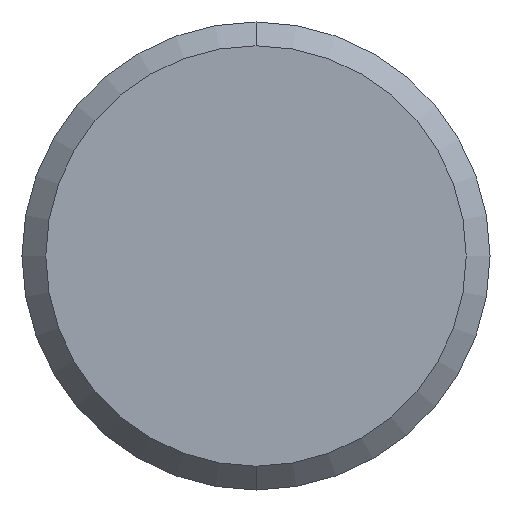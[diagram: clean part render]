
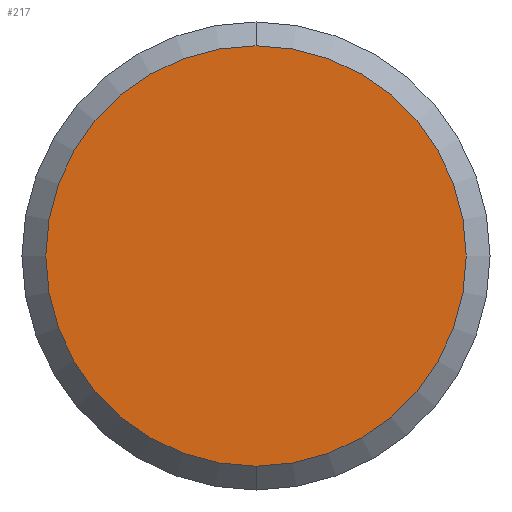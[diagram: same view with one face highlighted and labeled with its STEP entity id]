
A CAD part, front view. The second image highlights one B-rep face of the part: STEP entity #217.
In plain terms, the highlighted planar face has unit normal (0, -1, 0).
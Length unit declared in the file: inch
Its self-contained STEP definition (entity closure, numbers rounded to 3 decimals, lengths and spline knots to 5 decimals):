
#10 = CARTESIAN_POINT ( 'NONE',  ( 0., 0., 0. ) ) ;
#11 = DIRECTION ( 'NONE',  ( 0., 0., 1. ) ) ;
#16 = DIRECTION ( 'NONE',  ( 0., -1., 0. ) ) ;
#18 = FACE_OUTER_BOUND ( 'NONE', #73, .T. ) ;
#47 = CARTESIAN_POINT ( 'NONE',  ( 0., 0., -0.17675 ) ) ;
#53 = DIRECTION ( 'NONE',  ( 0., 0., 1. ) ) ;
#56 = CIRCLE ( 'NONE', #238, 0.17675 ) ;
#62 = CIRCLE ( 'NONE', #147, 0.17675 ) ;
#73 = EDGE_LOOP ( 'NONE', ( #223, #277 ) ) ;
#91 = DIRECTION ( 'NONE',  ( 0., 0., 1. ) ) ;
#95 = PLANE ( 'NONE',  #240 ) ;
#147 = AXIS2_PLACEMENT_3D ( 'NONE', #178, #220, #11 ) ;
#151 = VERTEX_POINT ( 'NONE', #47 ) ;
#155 = CARTESIAN_POINT ( 'NONE',  ( 0., 0., 0. ) ) ;
#175 = EDGE_CURVE ( 'NONE', #219, #151, #62, .T. ) ;
#178 = CARTESIAN_POINT ( 'NONE',  ( 0., 0., 0. ) ) ;
#185 = DIRECTION ( 'NONE',  ( 0., 1., 0. ) ) ;
#194 = EDGE_CURVE ( 'NONE', #151, #219, #56, .T. ) ;
#217 = ADVANCED_FACE ( 'NONE', ( #18 ), #95, .F. ) ;
#219 = VERTEX_POINT ( 'NONE', #222 ) ;
#220 = DIRECTION ( 'NONE',  ( 0., -1., 0. ) ) ;
#222 = CARTESIAN_POINT ( 'NONE',  ( 0., 0., 0.17675 ) ) ;
#223 = ORIENTED_EDGE ( 'NONE', *, *, #175, .T. ) ;
#238 = AXIS2_PLACEMENT_3D ( 'NONE', #10, #16, #91 ) ;
#240 = AXIS2_PLACEMENT_3D ( 'NONE', #155, #185, #53 ) ;
#277 = ORIENTED_EDGE ( 'NONE', *, *, #194, .T. ) ;
